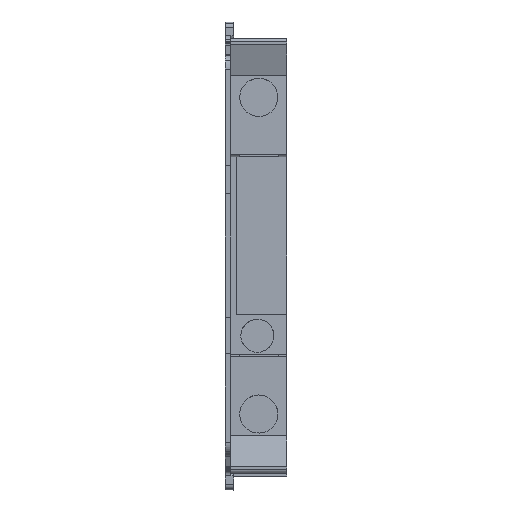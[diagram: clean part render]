
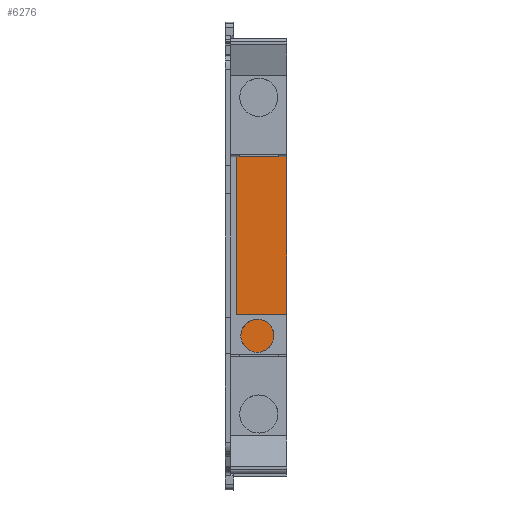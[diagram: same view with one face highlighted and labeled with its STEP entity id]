
A CAD part, top view. The second image highlights one B-rep face of the part: STEP entity #6276.
In plain terms, the highlighted planar face has unit normal (0, 0, 1).
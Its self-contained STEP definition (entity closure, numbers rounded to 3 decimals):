
#4112=AXIS2_PLACEMENT_3D('Plane Axis2P3D',#4109,#4110,#4111) ;
#2047=CARTESIAN_POINT('Vertex',(11.,63.05,24.16)) ;
#2050=CARTESIAN_POINT('Line Origine',(11.,41.75,24.16)) ;
#2054=CARTESIAN_POINT('Vertex',(11.,20.45,24.16)) ;
#4109=CARTESIAN_POINT('Axis2P3D Location',(1.,72.5,24.16)) ;
#6239=CARTESIAN_POINT('Vertex',(1.,63.05,24.16)) ;
#6242=CARTESIAN_POINT('Line Origine',(6.,63.05,24.16)) ;
#6258=CARTESIAN_POINT('Line Origine',(1.,41.75,24.16)) ;
#6262=CARTESIAN_POINT('Vertex',(1.,20.45,24.16)) ;
#6265=CARTESIAN_POINT('Line Origine',(6.,20.45,24.16)) ;
#2051=DIRECTION('Vector Direction',(0.,-1.,0.)) ;
#4110=DIRECTION('Axis2P3D Direction',(0.,0.,1.)) ;
#4111=DIRECTION('Axis2P3D XDirection',(0.,-1.,0.)) ;
#6243=DIRECTION('Vector Direction',(1.,0.,0.)) ;
#6259=DIRECTION('Vector Direction',(0.,1.,0.)) ;
#6266=DIRECTION('Vector Direction',(-1.,0.,0.)) ;
#2052=VECTOR('Line Direction',#2051,1.) ;
#6244=VECTOR('Line Direction',#6243,1.) ;
#6260=VECTOR('Line Direction',#6259,1.) ;
#6267=VECTOR('Line Direction',#6266,1.) ;
#6271=ORIENTED_EDGE('',*,*,#6246,.T.) ;
#6272=ORIENTED_EDGE('',*,*,#6264,.F.) ;
#6273=ORIENTED_EDGE('',*,*,#6269,.F.) ;
#6274=ORIENTED_EDGE('',*,*,#2056,.F.) ;
#6276=ADVANCED_FACE('C904959.6000_CONECTOR ST6_1_1\\Solid1',(#6275),#4113,.T.) ;
#2056=EDGE_CURVE('',#2048,#2055,#2053,.T.) ;
#6246=EDGE_CURVE('',#2048,#6240,#6245,.F.) ;
#6264=EDGE_CURVE('',#6263,#6240,#6261,.T.) ;
#6269=EDGE_CURVE('',#2055,#6263,#6268,.T.) ;
#6270=EDGE_LOOP('',(#6271,#6272,#6273,#6274)) ;
#6275=FACE_OUTER_BOUND('',#6270,.T.) ;
#2053=LINE('Line',#2050,#2052) ;
#6245=LINE('Line',#6242,#6244) ;
#6261=LINE('Line',#6258,#6260) ;
#6268=LINE('Line',#6265,#6267) ;
#4113=PLANE('',#4112) ;
#2048=VERTEX_POINT('',#2047) ;
#2055=VERTEX_POINT('',#2054) ;
#6240=VERTEX_POINT('',#6239) ;
#6263=VERTEX_POINT('',#6262) ;
